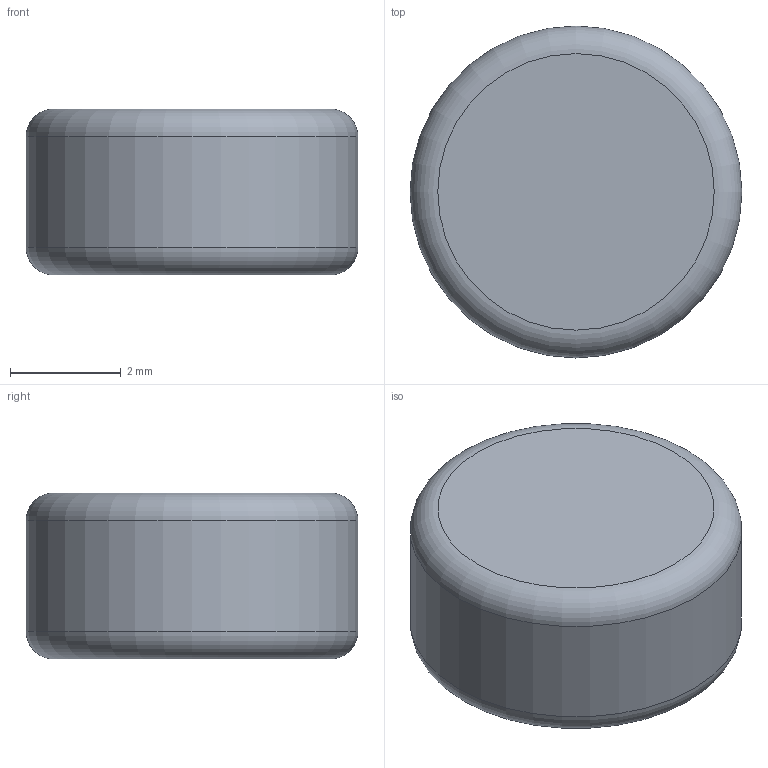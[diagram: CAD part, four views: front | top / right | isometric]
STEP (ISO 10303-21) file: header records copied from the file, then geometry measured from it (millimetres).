
FILE_DESCRIPTION(/* description */ (''),/* implementation_level */ '2;1');
FILE_NAME(/* name */ '6x3mm magnet.step',/* time_stamp */ '2023-08-02T16:11:43-07:00',/* author */ (''),/* organization */ (''),/* preprocessor_version */ 'ST-DEVELOPER v20',/* originating_system */ 'Autodesk Translation Framework v12.9.0.99',/* authorisation */ '');
FILE_SCHEMA (('AUTOMOTIVE_DESIGN { 1 0 10303 214 3 1 1 }'));
Length unit declared in the file: millimetre
Products named in the file (1): 6x3mm magnet
Bounding box: 6 x 6 x 3 mm (x, y, z)
Volume: 82.9 mm3; surface area: 104.8 mm2
Topology: 1 solids, 1 shells, 5 faces, 7 edges, 4 vertices
Faces by surface type: plane 2, torus 2, cylinder 1
Full cylindrical faces by diameter (mm): 6 x1
Entity records: 151 total; most frequent: DIRECTION 25, CARTESIAN_POINT 17, ORIENTED_EDGE 14, AXIS2_PLACEMENT_3D 12, EDGE_CURVE 7, CIRCLE 6, FACE_OUTER_BOUND 5, EDGE_LOOP 5
